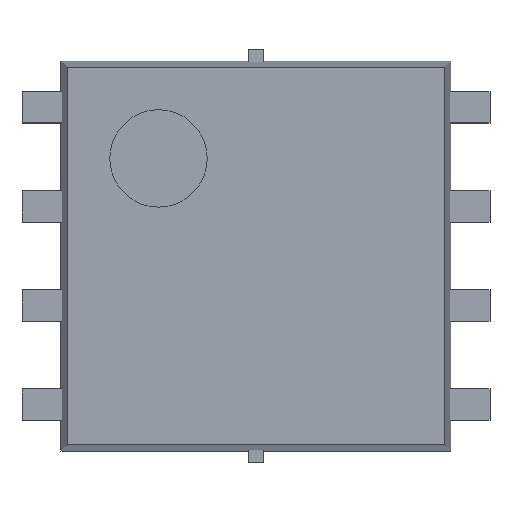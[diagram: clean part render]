
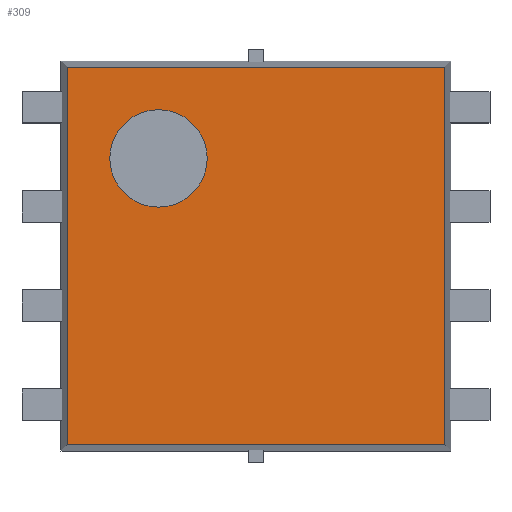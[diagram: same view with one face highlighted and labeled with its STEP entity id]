
A CAD part, top view. The second image highlights one B-rep face of the part: STEP entity #309.
In plain terms, the highlighted planar face has unit normal (0, 0, 1).
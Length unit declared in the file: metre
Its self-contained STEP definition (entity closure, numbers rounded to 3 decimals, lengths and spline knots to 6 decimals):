
#309=ADVANCED_FACE('0:57',(#630,#631),#632,.F.);
#630=FACE_OUTER_BOUND('',#1020,.T.);
#631=FACE_BOUND('',#1021,.T.);
#632=PLANE('',#1022);
#1020=EDGE_LOOP('',(#1441,#1442,#1443,#1444));
#1021=EDGE_LOOP('',(#1445,#1446));
#1022=AXIS2_PLACEMENT_3D('',#1447,#1448,#1449);
#1441=ORIENTED_EDGE('',*,*,#2577,.T.);
#1442=ORIENTED_EDGE('',*,*,#2578,.T.);
#1443=ORIENTED_EDGE('',*,*,#2579,.T.);
#1444=ORIENTED_EDGE('',*,*,#2580,.T.);
#1445=ORIENTED_EDGE('',*,*,#2537,.F.);
#1446=ORIENTED_EDGE('',*,*,#2542,.F.);
#1447=CARTESIAN_POINT('',(0.,0.,0.00095));
#1448=DIRECTION('',(-0.0,0.0,-1.0));
#1449=DIRECTION('',(-1.0,0.,0.0));
#2537=EDGE_CURVE('0:222',#2995,#2998,#2999,.T.);
#2542=EDGE_CURVE('0:222',#2998,#2995,#3005,.T.);
#2577=EDGE_CURVE('0:309',#3068,#3069,#3070,.T.);
#2578=EDGE_CURVE('0:312',#3069,#3071,#3072,.T.);
#2579=EDGE_CURVE('0:315',#3071,#3073,#3074,.T.);
#2580=EDGE_CURVE('0:318',#3073,#3068,#3075,.T.);
#2995=VERTEX_POINT('NONE',#3674);
#2998=VERTEX_POINT('',#3678);
#2999=CIRCLE('',#3679,0.000625);
#3005=CIRCLE('',#3686,0.000625);
#3068=VERTEX_POINT('NONE',#3777);
#3069=VERTEX_POINT('NONE',#3778);
#3070=LINE('',#3779,#3780);
#3071=VERTEX_POINT('NONE',#3781);
#3072=LINE('',#3782,#3783);
#3073=VERTEX_POINT('NONE',#3784);
#3074=LINE('',#3785,#3786);
#3075=LINE('',#3787,#3788);
#3674=CARTESIAN_POINT('',(-0.00125,0.000625,0.00095));
#3678=CARTESIAN_POINT('',(-0.00125,0.001875,0.00095));
#3679=AXIS2_PLACEMENT_3D('',#4679,#4680,#4681);
#3686=AXIS2_PLACEMENT_3D('',#4689,#4690,#4691);
#3777=CARTESIAN_POINT('',(0.002417,0.002417,0.00095));
#3778=CARTESIAN_POINT('',(-0.002417,0.002417,0.00095));
#3779=CARTESIAN_POINT('',(0.,0.002417,0.00095));
#3780=VECTOR('',#4720,1.0);
#3781=CARTESIAN_POINT('',(-0.002417,-0.002417,0.00095));
#3782=CARTESIAN_POINT('',(-0.002417,0.,0.00095));
#3783=VECTOR('',#4721,1.0);
#3784=CARTESIAN_POINT('',(0.002417,-0.002417,0.00095));
#3785=CARTESIAN_POINT('',(0.0025,-0.002417,0.00095));
#3786=VECTOR('',#4722,1.0);
#3787=CARTESIAN_POINT('',(0.002417,0.0025,0.00095));
#3788=VECTOR('',#4723,1.0);
#4679=CARTESIAN_POINT('',(-0.00125,0.00125,0.00095));
#4680=DIRECTION('',(0.0,0.0,1.0));
#4681=DIRECTION('',(0.,-1.0,0.0));
#4689=CARTESIAN_POINT('',(-0.00125,0.00125,0.00095));
#4690=DIRECTION('',(0.0,0.0,1.0));
#4691=DIRECTION('',(0.,-1.0,0.0));
#4720=DIRECTION('',(-1.0,0.,0.0));
#4721=DIRECTION('',(0.,-1.0,0.0));
#4722=DIRECTION('',(1.0,0.,0.0));
#4723=DIRECTION('',(0.,1.0,0.0));
